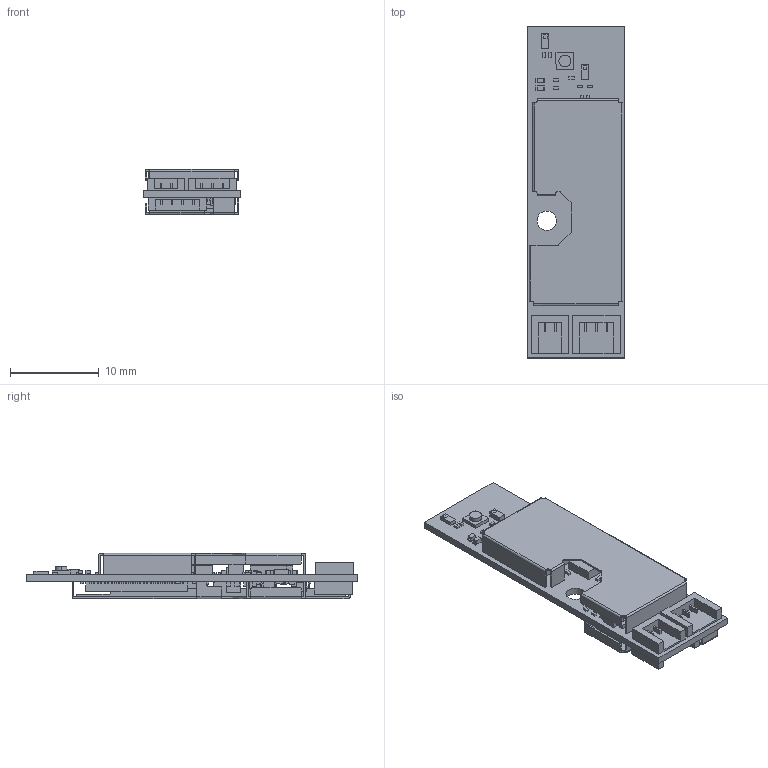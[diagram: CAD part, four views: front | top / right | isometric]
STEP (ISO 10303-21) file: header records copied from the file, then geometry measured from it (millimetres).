
FILE_DESCRIPTION(/* description */ (''),/* implementation_level */ '2;1');
FILE_NAME(/* name */ 'CDP-TZ~1',/* time_stamp */ '2015-09-14T20:56:44+09:00',/* author */ (''),/* organization */ (''),/* preprocessor_version */ 'ST-DEVELOPER v15',/* originating_system */ '',/* authorisation */ '');
FILE_SCHEMA (('AUTOMOTIVE_DESIGN'));
Length unit declared in the file: millimetre
Products named in the file (1): ﾌﾞﾛｯｸ 01
Bounding box: 11 x 37.5 x 5.1 mm (x, y, z)
Surface area: 2505.4 mm2 (no closed solid volume)
Topology: 0 solids, 2 shells, 1239 faces, 3313 edges, 2211 vertices
Faces by surface type: plane 1169, bspline 70
Entity records: 34391 total; most frequent: CARTESIAN_POINT 11435, ORIENTED_EDGE 6621, EDGE_CURVE 3317, B_SPLINE_CURVE_WITH_KNOTS 3175, VERTEX_POINT 2216, EDGE_LOOP 1418, ADVANCED_FACE 1239, FACE_OUTER_BOUND 1239
